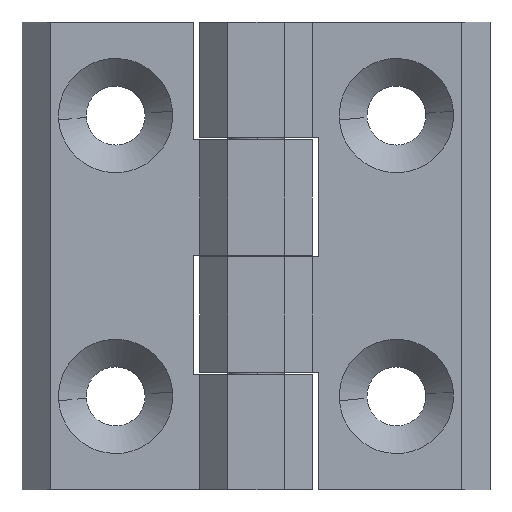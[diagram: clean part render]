
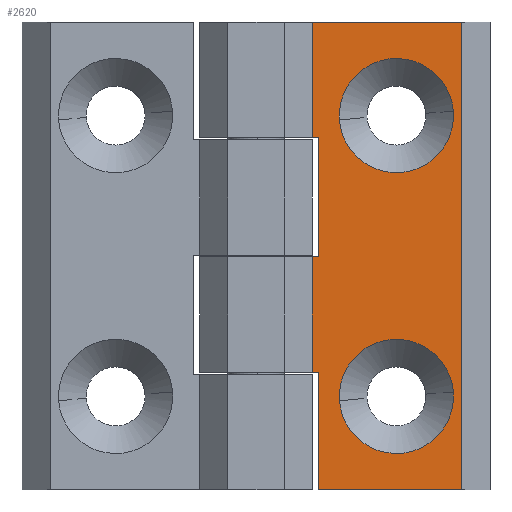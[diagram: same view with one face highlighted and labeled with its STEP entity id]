
A CAD part, front view. The second image highlights one B-rep face of the part: STEP entity #2620.
In plain terms, the highlighted free-form (B-spline) face has degree [1, 1] with [2, 2] control points.
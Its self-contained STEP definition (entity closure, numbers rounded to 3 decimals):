
#811=CARTESIAN_POINT('',(21.081,0.5,40.479));
#812=VERTEX_POINT('',#811);
#818=CARTESIAN_POINT('',(15.,0.5,46.1));
#819=VERTEX_POINT('',#818);
#820=CARTESIAN_POINT('',(15.,0.5,46.1));
#821=CARTESIAN_POINT('',(20.639,0.5,46.1));
#822=CARTESIAN_POINT('',(21.081,0.5,40.479));
#830=(BOUNDED_CURVE()B_SPLINE_CURVE(2,(#820,#821,#822),.UNSPECIFIED.,.F.,.U.)B_SPLINE_CURVE_WITH_KNOTS((3,3),(0.0,0.236),.UNSPECIFIED.)CURVE()GEOMETRIC_REPRESENTATION_ITEM()RATIONAL_B_SPLINE_CURVE((1.0,0.723,0.97))REPRESENTATION_ITEM(''));
#831=EDGE_CURVE('',#819,#812,#830,.T.);
#833=CARTESIAN_POINT('',(8.919,0.5,39.521));
#834=VERTEX_POINT('',#833);
#835=CARTESIAN_POINT('',(8.919,0.5,39.521));
#836=CARTESIAN_POINT('',(8.9,0.5,39.76));
#837=CARTESIAN_POINT('',(8.9,0.5,40.));
#838=CARTESIAN_POINT('',(8.9,0.5,46.1));
#839=CARTESIAN_POINT('',(15.,0.5,46.1));
#847=(BOUNDED_CURVE()B_SPLINE_CURVE(2,(#835,#836,#837,#838,#839),.UNSPECIFIED.,.F.,.U.)B_SPLINE_CURVE_WITH_KNOTS((3,2,3),(0.736,0.75,1.0),.UNSPECIFIED.)CURVE()GEOMETRIC_REPRESENTATION_ITEM()RATIONAL_B_SPLINE_CURVE((0.97,0.984,1.0,0.707,1.0))REPRESENTATION_ITEM(''));
#848=EDGE_CURVE('',#834,#819,#847,.T.);
#885=CARTESIAN_POINT('',(15.,0.5,33.9));
#886=VERTEX_POINT('',#885);
#887=CARTESIAN_POINT('',(15.,0.5,33.9));
#888=CARTESIAN_POINT('',(9.361,0.5,33.9));
#889=CARTESIAN_POINT('',(8.919,0.5,39.521));
#897=(BOUNDED_CURVE()B_SPLINE_CURVE(2,(#887,#888,#889),.UNSPECIFIED.,.F.,.U.)B_SPLINE_CURVE_WITH_KNOTS((3,3),(0.5,0.736),.UNSPECIFIED.)CURVE()GEOMETRIC_REPRESENTATION_ITEM()RATIONAL_B_SPLINE_CURVE((1.0,0.723,0.97))REPRESENTATION_ITEM(''));
#898=EDGE_CURVE('',#886,#834,#897,.T.);
#900=CARTESIAN_POINT('',(21.081,0.5,40.479));
#901=CARTESIAN_POINT('',(21.1,0.5,40.24));
#902=CARTESIAN_POINT('',(21.1,0.5,40.));
#903=CARTESIAN_POINT('',(21.1,0.5,33.9));
#904=CARTESIAN_POINT('',(15.,0.5,33.9));
#912=(BOUNDED_CURVE()B_SPLINE_CURVE(2,(#900,#901,#902,#903,#904),.UNSPECIFIED.,.F.,.U.)B_SPLINE_CURVE_WITH_KNOTS((3,2,3),(0.236,0.25,0.5),.UNSPECIFIED.)CURVE()GEOMETRIC_REPRESENTATION_ITEM()RATIONAL_B_SPLINE_CURVE((0.97,0.984,1.0,0.707,1.0))REPRESENTATION_ITEM(''));
#913=EDGE_CURVE('',#812,#886,#912,.T.);
#1139=CARTESIAN_POINT('',(21.081,0.5,10.479));
#1140=VERTEX_POINT('',#1139);
#1146=CARTESIAN_POINT('',(15.,0.5,16.1));
#1147=VERTEX_POINT('',#1146);
#1148=CARTESIAN_POINT('',(15.,0.5,16.1));
#1149=CARTESIAN_POINT('',(20.639,0.5,16.1));
#1150=CARTESIAN_POINT('',(21.081,0.5,10.479));
#1158=(BOUNDED_CURVE()B_SPLINE_CURVE(2,(#1148,#1149,#1150),.UNSPECIFIED.,.F.,.U.)B_SPLINE_CURVE_WITH_KNOTS((3,3),(0.0,0.236),.UNSPECIFIED.)CURVE()GEOMETRIC_REPRESENTATION_ITEM()RATIONAL_B_SPLINE_CURVE((1.0,0.723,0.97))REPRESENTATION_ITEM(''));
#1159=EDGE_CURVE('',#1147,#1140,#1158,.T.);
#1161=CARTESIAN_POINT('',(8.919,0.5,9.521));
#1162=VERTEX_POINT('',#1161);
#1163=CARTESIAN_POINT('',(8.919,0.5,9.521));
#1164=CARTESIAN_POINT('',(8.9,0.5,9.76));
#1165=CARTESIAN_POINT('',(8.9,0.5,10.));
#1166=CARTESIAN_POINT('',(8.9,0.5,16.1));
#1167=CARTESIAN_POINT('',(15.,0.5,16.1));
#1175=(BOUNDED_CURVE()B_SPLINE_CURVE(2,(#1163,#1164,#1165,#1166,#1167),.UNSPECIFIED.,.F.,.U.)B_SPLINE_CURVE_WITH_KNOTS((3,2,3),(0.736,0.75,1.0),.UNSPECIFIED.)CURVE()GEOMETRIC_REPRESENTATION_ITEM()RATIONAL_B_SPLINE_CURVE((0.97,0.984,1.0,0.707,1.0))REPRESENTATION_ITEM(''));
#1176=EDGE_CURVE('',#1162,#1147,#1175,.T.);
#1213=CARTESIAN_POINT('',(15.,0.5,3.9));
#1214=VERTEX_POINT('',#1213);
#1215=CARTESIAN_POINT('',(15.,0.5,3.9));
#1216=CARTESIAN_POINT('',(9.361,0.5,3.9));
#1217=CARTESIAN_POINT('',(8.919,0.5,9.521));
#1225=(BOUNDED_CURVE()B_SPLINE_CURVE(2,(#1215,#1216,#1217),.UNSPECIFIED.,.F.,.U.)B_SPLINE_CURVE_WITH_KNOTS((3,3),(0.5,0.736),.UNSPECIFIED.)CURVE()GEOMETRIC_REPRESENTATION_ITEM()RATIONAL_B_SPLINE_CURVE((1.0,0.723,0.97))REPRESENTATION_ITEM(''));
#1226=EDGE_CURVE('',#1214,#1162,#1225,.T.);
#1228=CARTESIAN_POINT('',(21.081,0.5,10.479));
#1229=CARTESIAN_POINT('',(21.1,0.5,10.24));
#1230=CARTESIAN_POINT('',(21.1,0.5,10.));
#1231=CARTESIAN_POINT('',(21.1,0.5,3.9));
#1232=CARTESIAN_POINT('',(15.,0.5,3.9));
#1240=(BOUNDED_CURVE()B_SPLINE_CURVE(2,(#1228,#1229,#1230,#1231,#1232),.UNSPECIFIED.,.F.,.U.)B_SPLINE_CURVE_WITH_KNOTS((3,2,3),(0.236,0.25,0.5),.UNSPECIFIED.)CURVE()GEOMETRIC_REPRESENTATION_ITEM()RATIONAL_B_SPLINE_CURVE((0.97,0.984,1.0,0.707,1.0))REPRESENTATION_ITEM(''));
#1241=EDGE_CURVE('',#1140,#1214,#1240,.T.);
#1870=CARTESIAN_POINT('',(6.7,0.5,12.6));
#1871=VERTEX_POINT('',#1870);
#1877=CARTESIAN_POINT('',(6.,0.5,12.6));
#1878=VERTEX_POINT('',#1877);
#1879=CARTESIAN_POINT('',(6.,0.5,12.6));
#1880=CARTESIAN_POINT('',(6.7,0.5,12.6));
#1881=QUASI_UNIFORM_CURVE('',1,(#1879,#1880),.UNSPECIFIED.,.F.,.U.);
#1882=EDGE_CURVE('',#1878,#1871,#1881,.T.);
#2009=CARTESIAN_POINT('',(6.,0.5,24.9));
#2010=VERTEX_POINT('',#2009);
#2016=CARTESIAN_POINT('',(6.7,0.5,24.9));
#2017=VERTEX_POINT('',#2016);
#2018=CARTESIAN_POINT('',(6.,0.5,24.9));
#2019=CARTESIAN_POINT('',(6.7,0.5,24.9));
#2020=QUASI_UNIFORM_CURVE('',1,(#2018,#2019),.UNSPECIFIED.,.F.,.U.);
#2021=EDGE_CURVE('',#2010,#2017,#2020,.T.);
#2051=CARTESIAN_POINT('',(6.7,0.5,37.7));
#2052=VERTEX_POINT('',#2051);
#2058=CARTESIAN_POINT('',(6.,0.5,37.7));
#2059=VERTEX_POINT('',#2058);
#2060=CARTESIAN_POINT('',(6.7,0.5,37.7));
#2061=CARTESIAN_POINT('',(6.,0.5,37.7));
#2062=QUASI_UNIFORM_CURVE('',1,(#2060,#2061),.UNSPECIFIED.,.F.,.U.);
#2063=EDGE_CURVE('',#2052,#2059,#2062,.T.);
#2129=CARTESIAN_POINT('',(6.7,0.5,0.0));
#2130=VERTEX_POINT('',#2129);
#2131=CARTESIAN_POINT('',(22.,0.5,0.0));
#2132=VERTEX_POINT('',#2131);
#2133=CARTESIAN_POINT('',(6.7,0.5,0.0));
#2134=CARTESIAN_POINT('',(22.,0.5,0.0));
#2135=QUASI_UNIFORM_CURVE('',1,(#2133,#2134),.UNSPECIFIED.,.F.,.U.);
#2136=EDGE_CURVE('',#2130,#2132,#2135,.T.);
#2172=CARTESIAN_POINT('',(22.,0.5,50.));
#2173=VERTEX_POINT('',#2172);
#2254=CARTESIAN_POINT('',(6.,0.5,50.));
#2255=VERTEX_POINT('',#2254);
#2261=CARTESIAN_POINT('',(6.,0.5,50.));
#2262=CARTESIAN_POINT('',(22.,0.5,50.));
#2263=QUASI_UNIFORM_CURVE('',1,(#2261,#2262),.UNSPECIFIED.,.F.,.U.);
#2264=EDGE_CURVE('',#2255,#2173,#2263,.T.);
#2286=CARTESIAN_POINT('',(6.7,0.5,24.9));
#2287=CARTESIAN_POINT('',(6.7,0.5,37.7));
#2288=QUASI_UNIFORM_CURVE('',1,(#2286,#2287),.UNSPECIFIED.,.F.,.U.);
#2289=EDGE_CURVE('',#2017,#2052,#2288,.T.);
#2304=CARTESIAN_POINT('',(6.7,0.5,12.6));
#2305=CARTESIAN_POINT('',(6.7,0.5,0.0));
#2306=QUASI_UNIFORM_CURVE('',1,(#2304,#2305),.UNSPECIFIED.,.F.,.U.);
#2307=EDGE_CURVE('',#1871,#2130,#2306,.T.);
#2341=CARTESIAN_POINT('',(22.,0.5,50.));
#2342=CARTESIAN_POINT('',(22.,0.5,0.0));
#2343=QUASI_UNIFORM_CURVE('',1,(#2341,#2342),.UNSPECIFIED.,.F.,.U.);
#2344=EDGE_CURVE('',#2173,#2132,#2343,.T.);
#2360=CARTESIAN_POINT('',(6.,0.5,24.9));
#2361=CARTESIAN_POINT('',(6.,0.5,12.6));
#2362=QUASI_UNIFORM_CURVE('',1,(#2360,#2361),.UNSPECIFIED.,.F.,.U.);
#2363=EDGE_CURVE('',#2010,#1878,#2362,.T.);
#2375=CARTESIAN_POINT('',(6.,0.5,50.));
#2376=CARTESIAN_POINT('',(6.,0.5,37.7));
#2377=QUASI_UNIFORM_CURVE('',1,(#2375,#2376),.UNSPECIFIED.,.F.,.U.);
#2378=EDGE_CURVE('',#2255,#2059,#2377,.T.);
#2591=CARTESIAN_POINT('',(5.201,0.5,-2.498));
#2592=CARTESIAN_POINT('',(5.201,0.5,52.498));
#2593=CARTESIAN_POINT('',(22.799,0.5,-2.498));
#2594=CARTESIAN_POINT('',(22.799,0.5,52.498));
#2595=B_SPLINE_SURFACE_WITH_KNOTS('',1,1,((#2591,#2593),(#2592,#2594)),.UNSPECIFIED.,.F.,.F.,.U.,(2,2),(2,2),(0.0,54.995),(0.0,17.598),.UNSPECIFIED.);
#2596=ORIENTED_EDGE('',*,*,#1882,.T.);
#2597=ORIENTED_EDGE('',*,*,#2307,.T.);
#2598=ORIENTED_EDGE('',*,*,#2136,.T.);
#2599=ORIENTED_EDGE('',*,*,#2344,.F.);
#2600=ORIENTED_EDGE('',*,*,#2264,.F.);
#2601=ORIENTED_EDGE('',*,*,#2378,.T.);
#2602=ORIENTED_EDGE('',*,*,#2063,.F.);
#2603=ORIENTED_EDGE('',*,*,#2289,.F.);
#2604=ORIENTED_EDGE('',*,*,#2021,.F.);
#2605=ORIENTED_EDGE('',*,*,#2363,.T.);
#2606=EDGE_LOOP('',(#2596,#2597,#2598,#2599,#2600,#2601,#2602,#2603,#2604,#2605));
#2607=FACE_OUTER_BOUND('',#2606,.T.);
#2608=ORIENTED_EDGE('',*,*,#1226,.T.);
#2609=ORIENTED_EDGE('',*,*,#1176,.T.);
#2610=ORIENTED_EDGE('',*,*,#1159,.T.);
#2611=ORIENTED_EDGE('',*,*,#1241,.T.);
#2612=EDGE_LOOP('',(#2608,#2609,#2610,#2611));
#2613=FACE_BOUND('',#2612,.T.);
#2614=ORIENTED_EDGE('',*,*,#898,.T.);
#2615=ORIENTED_EDGE('',*,*,#848,.T.);
#2616=ORIENTED_EDGE('',*,*,#831,.T.);
#2617=ORIENTED_EDGE('',*,*,#913,.T.);
#2618=EDGE_LOOP('',(#2614,#2615,#2616,#2617));
#2619=FACE_BOUND('',#2618,.T.);
#2620=ADVANCED_FACE('',(#2607,#2613,#2619),#2595,.F.);
